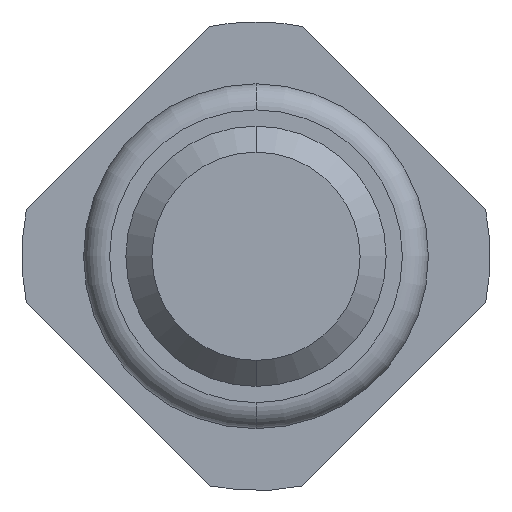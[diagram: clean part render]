
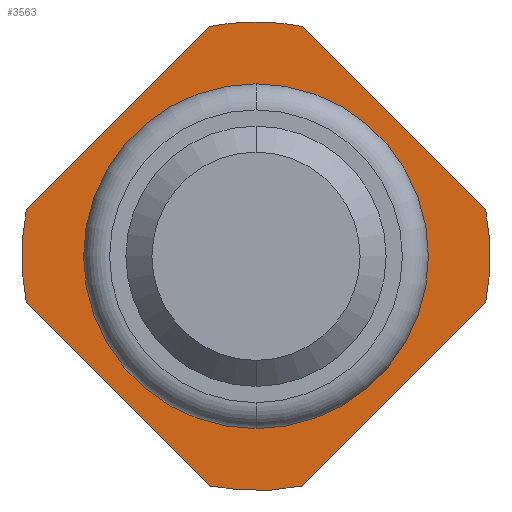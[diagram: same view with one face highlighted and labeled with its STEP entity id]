
A CAD part, front view. The second image highlights one B-rep face of the part: STEP entity #3563.
In plain terms, the highlighted planar face has unit normal (0, -1, 0).
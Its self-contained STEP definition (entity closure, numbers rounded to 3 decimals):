
#23 = ORIENTED_EDGE ( 'NONE', *, *, #1288, .T. ) ;
#43 = CARTESIAN_POINT ( 'NONE',  ( 0., -2., 0. ) ) ;
#162 = VERTEX_POINT ( 'NONE', #2548 ) ;
#199 = ORIENTED_EDGE ( 'NONE', *, *, #3559, .F. ) ;
#223 = AXIS2_PLACEMENT_3D ( 'NONE', #2581, #972, #1324 ) ;
#271 = DIRECTION ( 'NONE',  ( 0., 0., 1. ) ) ;
#281 = DIRECTION ( 'NONE',  ( 0., 0., 1. ) ) ;
#367 = VERTEX_POINT ( 'NONE', #3921 ) ;
#370 = CARTESIAN_POINT ( 'NONE',  ( 0., -2., 0. ) ) ;
#372 = ORIENTED_EDGE ( 'NONE', *, *, #629, .F. ) ;
#548 = EDGE_CURVE ( 'Defeature ausgef�hrt3_18+Defeature ausgef�hrt3_0+Defeature ausgef�hrt3_2+Defeature ausgef�hrt3_1', #3623, #2229, #3118, .T. ) ;
#558 = CARTESIAN_POINT ( 'NONE',  ( -0.357, -2., -1.764 ) ) ;
#592 = ORIENTED_EDGE ( 'NONE', *, *, #2066, .F. ) ;
#629 = EDGE_CURVE ( 'Defeature ausgef�hrt3_4+Defeature ausgef�hrt3_0+Defeature ausgef�hrt3_15+Defeature ausgef�hrt3_16', #1258, #2631, #1529, .T. ) ;
#658 = DIRECTION ( 'NONE',  ( 0., 1., 0. ) ) ;
#677 = EDGE_LOOP ( 'NONE', ( #1309, #3473, #2154, #879, #592, #199, #372, #2919, #3752 ) ) ;
#755 = AXIS2_PLACEMENT_3D ( 'NONE', #1832, #2185, #271 ) ;
#879 = ORIENTED_EDGE ( 'NONE', *, *, #3992, .F. ) ;
#896 = DIRECTION ( 'NONE',  ( 0., 0., 1. ) ) ;
#900 = CARTESIAN_POINT ( 'NONE',  ( 0., -2., 0. ) ) ;
#937 = CARTESIAN_POINT ( 'NONE',  ( 0., -2., 0. ) ) ;
#951 = DIRECTION ( 'NONE',  ( 0.707, 0., -0.707 ) ) ;
#972 = DIRECTION ( 'NONE',  ( 0., 1., 0. ) ) ;
#996 = DIRECTION ( 'NONE',  ( 0., 0., 1. ) ) ;
#1040 = CARTESIAN_POINT ( 'NONE',  ( 0., -2., 1.325 ) ) ;
#1086 = AXIS2_PLACEMENT_3D ( 'NONE', #43, #658, #996 ) ;
#1100 = EDGE_CURVE ( 'Defeature ausgef�hrt3_2+Defeature ausgef�hrt3_0+Defeature ausgef�hrt3_17+Defeature ausgef�hrt3_18', #367, #4083, #2734, .T. ) ;
#1118 = LINE ( 'NONE', #3410, #3158 ) ;
#1168 = DIRECTION ( 'NONE',  ( 0.707, 0., 0.707 ) ) ;
#1175 = LINE ( 'NONE', #1683, #3659 ) ;
#1258 = VERTEX_POINT ( 'NONE', #1298 ) ;
#1264 = EDGE_CURVE ( 'Defeature ausgef�hrt3_1+Defeature ausgef�hrt3_0+Defeature ausgef�hrt3_18+Defeature ausgef�hrt3_15', #2229, #162, #1625, .T. ) ;
#1267 = FACE_OUTER_BOUND ( 'NONE', #677, .T. ) ;
#1288 = EDGE_CURVE ( 'Defeature ausgef�hrt3_0+Defeature ausgef�hrt3_12+Defeature ausgef�hrt3_12+Defeature ausgef�hrt3_12', #2757, #3442, #1931, .T. ) ;
#1298 = CARTESIAN_POINT ( 'NONE',  ( 0.357, -2., -1.764 ) ) ;
#1309 = ORIENTED_EDGE ( 'NONE', *, *, #548, .F. ) ;
#1324 = DIRECTION ( 'NONE',  ( 0., 0., 1. ) ) ;
#1341 = CARTESIAN_POINT ( 'NONE',  ( 1.764, -2., 0.357 ) ) ;
#1367 = LINE ( 'NONE', #4065, #4107 ) ;
#1507 = PLANE ( 'NONE',  #755 ) ;
#1524 = DIRECTION ( 'NONE',  ( -0.707, 0., 0.707 ) ) ;
#1529 = CIRCLE ( 'NONE', #1086, 1.8 ) ;
#1605 = AXIS2_PLACEMENT_3D ( 'NONE', #937, #1892, #2891 ) ;
#1625 = CIRCLE ( 'NONE', #223, 1.8 ) ;
#1676 = EDGE_CURVE ( 'Defeature ausgef�hrt3_2+Defeature ausgef�hrt3_0+Defeature ausgef�hrt3_17+Defeature ausgef�hrt3_18', #4083, #3623, #2673, .T. ) ;
#1683 = CARTESIAN_POINT ( 'NONE',  ( 1.961, -2., -0.161 ) ) ;
#1713 = VECTOR ( 'NONE', #951, 1000. ) ;
#1832 = CARTESIAN_POINT ( 'NONE',  ( 1.8, -2., 0. ) ) ;
#1889 = CARTESIAN_POINT ( 'NONE',  ( 0.357, -2., 1.764 ) ) ;
#1892 = DIRECTION ( 'NONE',  ( 0., 1., 0. ) ) ;
#1931 = CIRCLE ( 'NONE', #3430, 1.325 ) ;
#1984 = VERTEX_POINT ( 'NONE', #3042 ) ;
#2066 = EDGE_CURVE ( 'Defeature ausgef�hrt3_3+Defeature ausgef�hrt3_0+Defeature ausgef�hrt3_16+Defeature ausgef�hrt3_17', #1984, #2188, #3814, .T. ) ;
#2106 = CARTESIAN_POINT ( 'NONE',  ( 0., -2., 0. ) ) ;
#2154 = ORIENTED_EDGE ( 'NONE', *, *, #1100, .F. ) ;
#2185 = DIRECTION ( 'NONE',  ( 0., 1., 0. ) ) ;
#2188 = VERTEX_POINT ( 'NONE', #3474 ) ;
#2215 = CIRCLE ( 'NONE', #1605, 1.325 ) ;
#2229 = VERTEX_POINT ( 'NONE', #1341 ) ;
#2240 = DIRECTION ( 'NONE',  ( 0., 0., 1. ) ) ;
#2353 = EDGE_CURVE ( 'Defeature ausgef�hrt3_15+Defeature ausgef�hrt3_0+Defeature ausgef�hrt3_1+Defeature ausgef�hrt3_4', #162, #1258, #1175, .T. ) ;
#2411 = FACE_BOUND ( 'NONE', #3455, .T. ) ;
#2436 = DIRECTION ( 'NONE',  ( 0., 1., 0. ) ) ;
#2482 = CARTESIAN_POINT ( 'NONE',  ( 0., -2., 0. ) ) ;
#2548 = CARTESIAN_POINT ( 'NONE',  ( 1.764, -2., -0.357 ) ) ;
#2581 = CARTESIAN_POINT ( 'NONE',  ( 0., -2., 0. ) ) ;
#2631 = VERTEX_POINT ( 'NONE', #558 ) ;
#2673 = CIRCLE ( 'NONE', #3857, 1.8 ) ;
#2713 = ORIENTED_EDGE ( 'NONE', *, *, #2732, .T. ) ;
#2732 = EDGE_CURVE ( 'Defeature ausgef�hrt3_0+Defeature ausgef�hrt3_12+Defeature ausgef�hrt3_12+Defeature ausgef�hrt3_12', #3442, #2757, #2215, .T. ) ;
#2734 = CIRCLE ( 'NONE', #3940, 1.8 ) ;
#2757 = VERTEX_POINT ( 'NONE', #3215 ) ;
#2891 = DIRECTION ( 'NONE',  ( 0., 0., 1. ) ) ;
#2919 = ORIENTED_EDGE ( 'NONE', *, *, #2353, .F. ) ;
#3042 = CARTESIAN_POINT ( 'NONE',  ( -1.764, -2., -0.357 ) ) ;
#3118 = LINE ( 'NONE', #3508, #1713 ) ;
#3158 = VECTOR ( 'NONE', #1168, 1000. ) ;
#3215 = CARTESIAN_POINT ( 'NONE',  ( 0., -2., -1.325 ) ) ;
#3343 = AXIS2_PLACEMENT_3D ( 'NONE', #900, #3417, #3443 ) ;
#3410 = CARTESIAN_POINT ( 'NONE',  ( -0.161, -2., 1.961 ) ) ;
#3417 = DIRECTION ( 'NONE',  ( 0., 1., 0. ) ) ;
#3430 = AXIS2_PLACEMENT_3D ( 'NONE', #370, #3838, #2240 ) ;
#3431 = DIRECTION ( 'NONE',  ( 0., 1., 0. ) ) ;
#3442 = VERTEX_POINT ( 'NONE', #1040 ) ;
#3443 = DIRECTION ( 'NONE',  ( 0., 0., 1. ) ) ;
#3455 = EDGE_LOOP ( 'NONE', ( #2713, #23 ) ) ;
#3470 = CARTESIAN_POINT ( 'NONE',  ( 0., -2., 1.8 ) ) ;
#3473 = ORIENTED_EDGE ( 'NONE', *, *, #1676, .F. ) ;
#3474 = CARTESIAN_POINT ( 'NONE',  ( -1.764, -2., 0.357 ) ) ;
#3508 = CARTESIAN_POINT ( 'NONE',  ( 1.961, -2., 0.161 ) ) ;
#3559 = EDGE_CURVE ( 'Defeature ausgef�hrt3_16+Defeature ausgef�hrt3_0+Defeature ausgef�hrt3_4+Defeature ausgef�hrt3_3', #2631, #1984, #1367, .T. ) ;
#3563 = ADVANCED_FACE ( 'Defeature ausgef�hrt3_0', ( #2411, #1267 ), #1507, .F. ) ;
#3623 = VERTEX_POINT ( 'NONE', #1889 ) ;
#3659 = VECTOR ( 'NONE', #3924, 1000. ) ;
#3752 = ORIENTED_EDGE ( 'NONE', *, *, #1264, .F. ) ;
#3814 = CIRCLE ( 'NONE', #3343, 1.8 ) ;
#3838 = DIRECTION ( 'NONE',  ( 0., 1., 0. ) ) ;
#3857 = AXIS2_PLACEMENT_3D ( 'NONE', #2482, #3431, #281 ) ;
#3921 = CARTESIAN_POINT ( 'NONE',  ( -0.357, -2., 1.764 ) ) ;
#3924 = DIRECTION ( 'NONE',  ( -0.707, 0., -0.707 ) ) ;
#3940 = AXIS2_PLACEMENT_3D ( 'NONE', #2106, #2436, #896 ) ;
#3992 = EDGE_CURVE ( 'Defeature ausgef�hrt3_17+Defeature ausgef�hrt3_0+Defeature ausgef�hrt3_3+Defeature ausgef�hrt3_2', #2188, #367, #1118, .T. ) ;
#4065 = CARTESIAN_POINT ( 'NONE',  ( -0.161, -2., -1.961 ) ) ;
#4083 = VERTEX_POINT ( 'NONE', #3470 ) ;
#4107 = VECTOR ( 'NONE', #1524, 1000. ) ;
